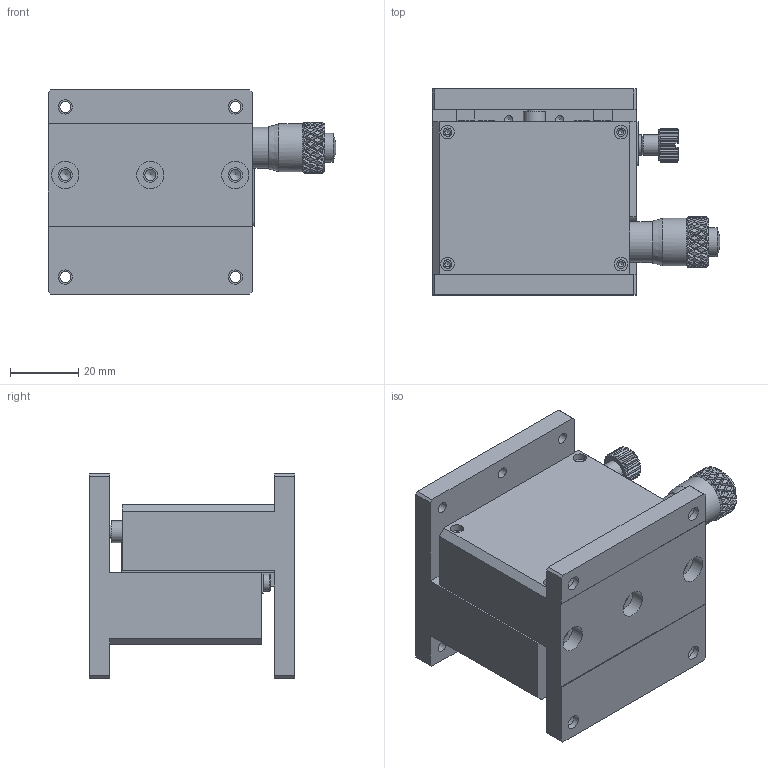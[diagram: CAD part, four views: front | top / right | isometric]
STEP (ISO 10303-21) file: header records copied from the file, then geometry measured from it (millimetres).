
FILE_DESCRIPTION (( 'STEP AP203' ), '1' );
FILE_NAME ('528871.STEP', '2024-10-17T09:39:06', ( 'Windows User' ), ( 'P R C' ), 'SwSTEP 2.0', 'SolidWorks 2020', '' );
FILE_SCHEMA (( 'CONFIG_CONTROL_DESIGN' ));
Length unit declared in the file: millimetre
Products named in the file (1): 528871
Bounding box: 84.52 x 60.5 x 60 mm (x, y, z)
Surface area: 47276.2 mm2 (no closed solid volume)
Topology: 0 solids, 5 shells, 910 faces, 1962 edges, 1111 vertices
Faces by surface type: bspline 322, cylinder 231, plane 224, cone 133
Full cylindrical faces by diameter (mm): 1.567 x10, 2.459 x14, 2.5 x4, 3 x2, 3.2 x8, 3.242 x15, 4 x6, 4.2 x10, 5 x8, 6 x10, 6.35 x1, 6.4 x1, 8 x10, 8.5 x1, 9.5 x1, 12 x1, 14 x1
Entity records: 27079 total; most frequent: CARTESIAN_POINT 11533, ORIENTED_EDGE 3571, DIRECTION 2513, EDGE_CURVE 1786, EDGE_LOOP 1143, VERTEX_POINT 1074, AXIS2_PLACEMENT_3D 1047, FACE_OUTER_BOUND 1013
